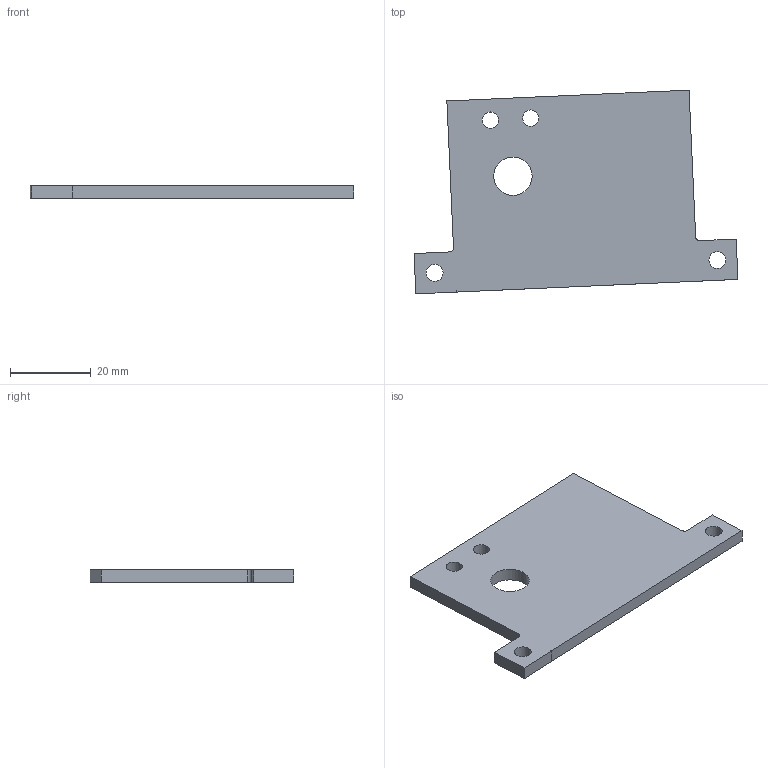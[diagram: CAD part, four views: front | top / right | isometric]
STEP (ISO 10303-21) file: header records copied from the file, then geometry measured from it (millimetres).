
FILE_DESCRIPTION(/* description */ (''),/* implementation_level */ '2;1');
FILE_NAME(/* name */ '',/* time_stamp */ '2025-01-07T22:24:38+03:00',/* author */ ('GameHD'),/* organization */ (''),/* preprocessor_version */ 'ST-DEVELOPER v20',/* originating_system */ 'Autodesk Inventor 2025',/* authorisation */ '');
FILE_SCHEMA (('AUTOMOTIVE_DESIGN { 1 0 10303 214 3 1 1 }'));
Length unit declared in the file: millimetre
Products named in the file (1): держать писюны 
2ч
Bounding box: 80.19 x 50.43 x 3.2 mm (x, y, z)
Volume: 9331 mm3; surface area: 6906.5 mm2
Topology: 1 solids, 1 shells, 20 faces, 54 edges, 37 vertices
Faces by surface type: plane 13, cylinder 7
Full cylindrical faces by diameter (mm): 4 x2, 4.2 x2, 9.5 x1
Entity records: 706 total; most frequent: CARTESIAN_POINT 112, DIRECTION 110, ORIENTED_EDGE 108, EDGE_CURVE 54, LINE 40, VECTOR 40, VERTEX_POINT 36, AXIS2_PLACEMENT_3D 35
